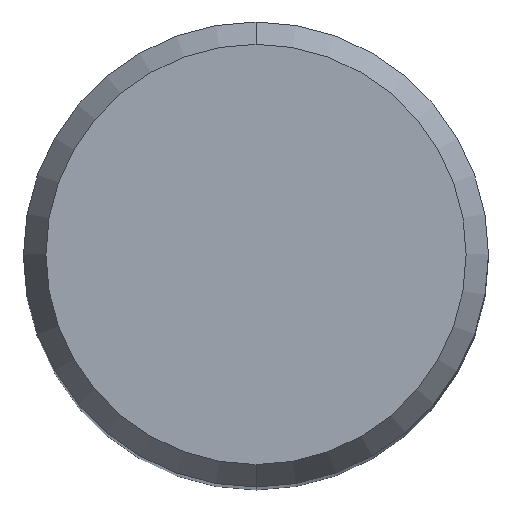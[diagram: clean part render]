
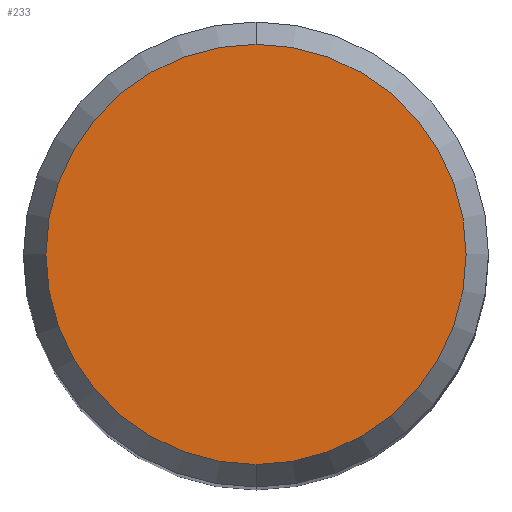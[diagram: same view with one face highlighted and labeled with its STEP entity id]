
A CAD part, top view. The second image highlights one B-rep face of the part: STEP entity #233.
In plain terms, the highlighted planar face has unit normal (0, 0, 1).
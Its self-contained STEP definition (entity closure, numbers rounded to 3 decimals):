
#233=ADVANCED_FACE('',(#596),#597,.T.);
#297=EDGE_CURVE('',#459,#399,#667,.T.);
#399=VERTEX_POINT('',#783);
#459=VERTEX_POINT('',#848);
#485=EDGE_CURVE('',#399,#459,#875,.T.);
#596=FACE_OUTER_BOUND('',#1036,.T.);
#597=PLANE('',#1037);
#667=CIRCLE('',#1172,5.423);
#783=CARTESIAN_POINT('',(0.,-5.423,0.0));
#848=CARTESIAN_POINT('',(0.0,5.423,0.0));
#875=CIRCLE('',#1580,5.423);
#1036=EDGE_LOOP('',(#1780,#1781));
#1037=AXIS2_PLACEMENT_3D('',#1782,#1783,#1784);
#1172=AXIS2_PLACEMENT_3D('',#1865,#1866,#1867);
#1580=AXIS2_PLACEMENT_3D('',#2083,#2084,#2085);
#1780=ORIENTED_EDGE('',*,*,#297,.F.);
#1781=ORIENTED_EDGE('',*,*,#485,.F.);
#1782=CARTESIAN_POINT('',(0.0,2.711,0.0));
#1783=DIRECTION('',(-0.0,0.0,1.0));
#1784=DIRECTION('',(0.0,-1.0,0.0));
#1865=CARTESIAN_POINT('',(0.0,0.0,0.0));
#1866=DIRECTION('',(0.0,0.0,-1.0));
#1867=DIRECTION('',(0.0,1.0,0.0));
#2083=CARTESIAN_POINT('',(0.0,0.0,0.0));
#2084=DIRECTION('',(0.0,0.0,-1.0));
#2085=DIRECTION('',(0.0,1.0,0.0));
